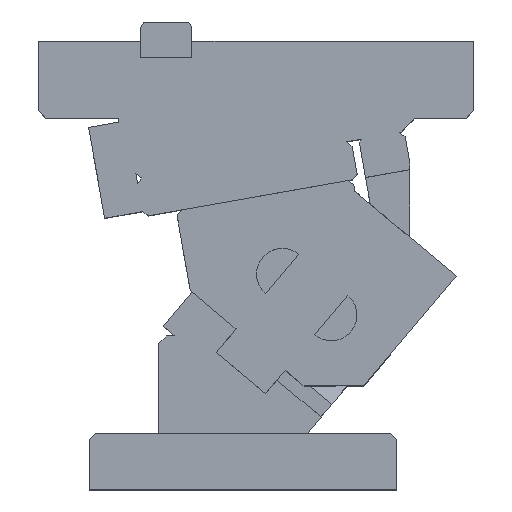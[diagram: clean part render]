
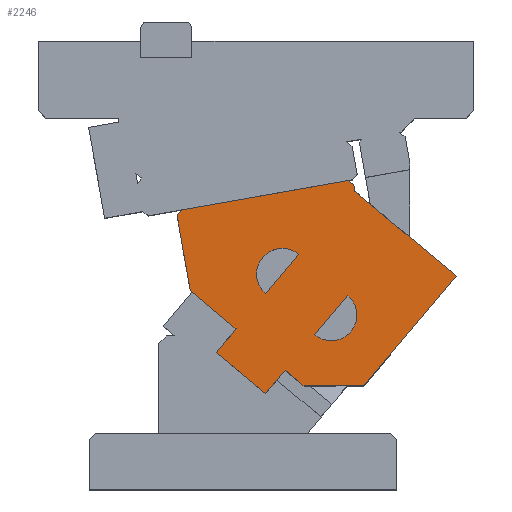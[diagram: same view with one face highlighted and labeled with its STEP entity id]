
A CAD part, top view. The second image highlights one B-rep face of the part: STEP entity #2246.
In plain terms, the highlighted planar face has unit normal (0, 0, 1).
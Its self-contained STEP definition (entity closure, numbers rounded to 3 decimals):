
#1870=CARTESIAN_POINT('Vertex',(31.104,-57.464,0.)) ;
#1873=CARTESIAN_POINT('Axis2P3D Location',(37.532,-49.803,0.)) ;
#1877=CARTESIAN_POINT('Vertex',(45.723,-55.539,0.)) ;
#1899=CARTESIAN_POINT('Axis2P3D Location',(37.532,-49.803,0.)) ;
#1903=CARTESIAN_POINT('Vertex',(43.959,-42.143,0.)) ;
#1969=CARTESIAN_POINT('Axis2P3D Location',(18.38,-33.734,0.)) ;
#1973=CARTESIAN_POINT('Vertex',(24.808,-26.073,0.)) ;
#1975=CARTESIAN_POINT('Vertex',(10.189,-27.998,0.)) ;
#2039=CARTESIAN_POINT('Axis2P3D Location',(18.38,-33.734,0.)) ;
#2043=CARTESIAN_POINT('Vertex',(11.953,-41.394,0.)) ;
#2072=CARTESIAN_POINT('Line Origine',(18.38,-33.734,0.)) ;
#2112=CARTESIAN_POINT('Line Origine',(37.532,-49.803,0.)) ;
#2125=CARTESIAN_POINT('Axis2P3D Location',(-22.952,-9.124,0.)) ;
#2130=CARTESIAN_POINT('Line Origine',(38.574,-77.439,0.)) ;
#2134=CARTESIAN_POINT('Vertex',(50.242,-77.439,0.)) ;
#2136=CARTESIAN_POINT('Vertex',(26.906,-77.439,0.)) ;
#2139=CARTESIAN_POINT('Line Origine',(68.24,-55.989,0.)) ;
#2143=CARTESIAN_POINT('Vertex',(86.238,-34.54,0.)) ;
#2146=CARTESIAN_POINT('Line Origine',(66.504,-17.981,0.)) ;
#2150=CARTESIAN_POINT('Vertex',(46.769,-1.422,0.)) ;
#2153=CARTESIAN_POINT('Line Origine',(46.55,-0.18,0.)) ;
#2157=CARTESIAN_POINT('Vertex',(46.331,1.061,0.)) ;
#2160=CARTESIAN_POINT('Line Origine',(45.173,1.873,0.)) ;
#2164=CARTESIAN_POINT('Vertex',(44.015,2.684,0.)) ;
#2167=CARTESIAN_POINT('Line Origine',(11.516,-3.047,0.)) ;
#2171=CARTESIAN_POINT('Vertex',(-20.983,-8.777,0.)) ;
#2174=CARTESIAN_POINT('Line Origine',(-21.794,-9.935,0.)) ;
#2178=CARTESIAN_POINT('Vertex',(-22.605,-11.094,0.)) ;
#2181=CARTESIAN_POINT('Line Origine',(-20.039,-25.647,0.)) ;
#2185=CARTESIAN_POINT('Vertex',(-17.473,-40.201,0.)) ;
#2188=CARTESIAN_POINT('Line Origine',(-8.545,-47.692,0.)) ;
#2192=CARTESIAN_POINT('Vertex',(0.382,-55.183,0.)) ;
#2195=CARTESIAN_POINT('Line Origine',(-3.474,-59.779,0.)) ;
#2199=CARTESIAN_POINT('Vertex',(-7.331,-64.375,0.)) ;
#2202=CARTESIAN_POINT('Line Origine',(2.244,-72.41,0.)) ;
#2206=CARTESIAN_POINT('Vertex',(11.82,-80.445,0.)) ;
#2209=CARTESIAN_POINT('Line Origine',(15.677,-75.849,0.)) ;
#2213=CARTESIAN_POINT('Vertex',(19.533,-71.253,0.)) ;
#2216=CARTESIAN_POINT('Line Origine',(23.22,-74.346,0.)) ;
#1874=DIRECTION('Axis2P3D Direction',(0.,0.,-1.)) ;
#1900=DIRECTION('Axis2P3D Direction',(0.,0.,-1.)) ;
#1970=DIRECTION('Axis2P3D Direction',(0.,0.,-1.)) ;
#2040=DIRECTION('Axis2P3D Direction',(0.,0.,-1.)) ;
#2073=DIRECTION('Vector Direction',(-0.643,-0.766,0.)) ;
#2113=DIRECTION('Vector Direction',(0.643,0.766,0.)) ;
#2126=DIRECTION('Axis2P3D Direction',(0.,0.,-1.)) ;
#2127=DIRECTION('Axis2P3D XDirection',(-0.819,0.574,0.)) ;
#2131=DIRECTION('Vector Direction',(-1.,0.,0.)) ;
#2140=DIRECTION('Vector Direction',(-0.643,-0.766,0.)) ;
#2147=DIRECTION('Vector Direction',(0.766,-0.643,0.)) ;
#2154=DIRECTION('Vector Direction',(-0.174,0.985,0.)) ;
#2161=DIRECTION('Vector Direction',(-0.819,0.574,0.)) ;
#2168=DIRECTION('Vector Direction',(0.985,0.174,0.)) ;
#2175=DIRECTION('Vector Direction',(-0.574,-0.819,0.)) ;
#2182=DIRECTION('Vector Direction',(0.174,-0.985,0.)) ;
#2189=DIRECTION('Vector Direction',(0.766,-0.643,0.)) ;
#2196=DIRECTION('Vector Direction',(-0.643,-0.766,0.)) ;
#2203=DIRECTION('Vector Direction',(0.766,-0.643,0.)) ;
#2210=DIRECTION('Vector Direction',(0.643,0.766,0.)) ;
#2217=DIRECTION('Vector Direction',(0.766,-0.643,0.)) ;
#1875=AXIS2_PLACEMENT_3D('Circle Axis2P3D',#1873,#1874,$) ;
#1901=AXIS2_PLACEMENT_3D('Circle Axis2P3D',#1899,#1900,$) ;
#1971=AXIS2_PLACEMENT_3D('Circle Axis2P3D',#1969,#1970,$) ;
#2041=AXIS2_PLACEMENT_3D('Circle Axis2P3D',#2039,#2040,$) ;
#2128=AXIS2_PLACEMENT_3D('Plane Axis2P3D',#2125,#2126,#2127) ;
#2222=ORIENTED_EDGE('',*,*,#2138,.F.) ;
#2223=ORIENTED_EDGE('',*,*,#2145,.F.) ;
#2224=ORIENTED_EDGE('',*,*,#2152,.F.) ;
#2225=ORIENTED_EDGE('',*,*,#2159,.T.) ;
#2226=ORIENTED_EDGE('',*,*,#2166,.T.) ;
#2227=ORIENTED_EDGE('',*,*,#2173,.F.) ;
#2228=ORIENTED_EDGE('',*,*,#2180,.T.) ;
#2229=ORIENTED_EDGE('',*,*,#2187,.T.) ;
#2230=ORIENTED_EDGE('',*,*,#2194,.T.) ;
#2231=ORIENTED_EDGE('',*,*,#2201,.T.) ;
#2232=ORIENTED_EDGE('',*,*,#2208,.T.) ;
#2233=ORIENTED_EDGE('',*,*,#2215,.T.) ;
#2234=ORIENTED_EDGE('',*,*,#2220,.T.) ;
#2237=ORIENTED_EDGE('',*,*,#1879,.F.) ;
#2238=ORIENTED_EDGE('',*,*,#2116,.T.) ;
#2239=ORIENTED_EDGE('',*,*,#1905,.F.) ;
#2242=ORIENTED_EDGE('',*,*,#2045,.F.) ;
#2243=ORIENTED_EDGE('',*,*,#1977,.F.) ;
#2244=ORIENTED_EDGE('',*,*,#2076,.T.) ;
#2240=FACE_BOUND('',#2236,.T.) ;
#2245=FACE_BOUND('',#2241,.T.) ;
#2074=VECTOR('Line Direction',#2073,1.) ;
#2114=VECTOR('Line Direction',#2113,1.) ;
#2132=VECTOR('Line Direction',#2131,1.) ;
#2141=VECTOR('Line Direction',#2140,1.) ;
#2148=VECTOR('Line Direction',#2147,1.) ;
#2155=VECTOR('Line Direction',#2154,1.) ;
#2162=VECTOR('Line Direction',#2161,1.) ;
#2169=VECTOR('Line Direction',#2168,1.) ;
#2176=VECTOR('Line Direction',#2175,1.) ;
#2183=VECTOR('Line Direction',#2182,1.) ;
#2190=VECTOR('Line Direction',#2189,1.) ;
#2197=VECTOR('Line Direction',#2196,1.) ;
#2204=VECTOR('Line Direction',#2203,1.) ;
#2211=VECTOR('Line Direction',#2210,1.) ;
#2218=VECTOR('Line Direction',#2217,1.) ;
#2246=ADVANCED_FACE('CAM SLIDER',(#2235,#2240,#2245),#2129,.F.) ;
#1876=CIRCLE('generated circle',#1875,10.) ;
#1902=CIRCLE('generated circle',#1901,10.) ;
#1972=CIRCLE('generated circle',#1971,10.) ;
#2042=CIRCLE('generated circle',#2041,10.) ;
#1879=EDGE_CURVE('',#1871,#1878,#1876,.F.) ;
#1905=EDGE_CURVE('',#1878,#1904,#1902,.F.) ;
#1977=EDGE_CURVE('',#1974,#1976,#1972,.F.) ;
#2045=EDGE_CURVE('',#1976,#2044,#2042,.F.) ;
#2076=EDGE_CURVE('',#1974,#2044,#2075,.T.) ;
#2116=EDGE_CURVE('',#1871,#1904,#2115,.T.) ;
#2138=EDGE_CURVE('',#2135,#2137,#2133,.T.) ;
#2145=EDGE_CURVE('',#2144,#2135,#2142,.T.) ;
#2152=EDGE_CURVE('',#2151,#2144,#2149,.T.) ;
#2159=EDGE_CURVE('',#2151,#2158,#2156,.T.) ;
#2166=EDGE_CURVE('',#2158,#2165,#2163,.T.) ;
#2173=EDGE_CURVE('',#2172,#2165,#2170,.T.) ;
#2180=EDGE_CURVE('',#2172,#2179,#2177,.T.) ;
#2187=EDGE_CURVE('',#2179,#2186,#2184,.T.) ;
#2194=EDGE_CURVE('',#2186,#2193,#2191,.T.) ;
#2201=EDGE_CURVE('',#2193,#2200,#2198,.T.) ;
#2208=EDGE_CURVE('',#2200,#2207,#2205,.T.) ;
#2215=EDGE_CURVE('',#2207,#2214,#2212,.T.) ;
#2220=EDGE_CURVE('',#2214,#2137,#2219,.T.) ;
#2221=EDGE_LOOP('',(#2222,#2223,#2224,#2225,#2226,#2227,#2228,#2229,#2230,#2231,#2232,#2233,#2234)) ;
#2236=EDGE_LOOP('',(#2237,#2238,#2239)) ;
#2241=EDGE_LOOP('',(#2242,#2243,#2244)) ;
#2235=FACE_OUTER_BOUND('',#2221,.T.) ;
#2075=LINE('Line',#2072,#2074) ;
#2115=LINE('Line',#2112,#2114) ;
#2133=LINE('Line',#2130,#2132) ;
#2142=LINE('Line',#2139,#2141) ;
#2149=LINE('Line',#2146,#2148) ;
#2156=LINE('Line',#2153,#2155) ;
#2163=LINE('Line',#2160,#2162) ;
#2170=LINE('Line',#2167,#2169) ;
#2177=LINE('Line',#2174,#2176) ;
#2184=LINE('Line',#2181,#2183) ;
#2191=LINE('Line',#2188,#2190) ;
#2198=LINE('Line',#2195,#2197) ;
#2205=LINE('Line',#2202,#2204) ;
#2212=LINE('Line',#2209,#2211) ;
#2219=LINE('Line',#2216,#2218) ;
#2129=PLANE('Plane',#2128) ;
#1871=VERTEX_POINT('',#1870) ;
#1878=VERTEX_POINT('',#1877) ;
#1904=VERTEX_POINT('',#1903) ;
#1974=VERTEX_POINT('',#1973) ;
#1976=VERTEX_POINT('',#1975) ;
#2044=VERTEX_POINT('',#2043) ;
#2135=VERTEX_POINT('',#2134) ;
#2137=VERTEX_POINT('',#2136) ;
#2144=VERTEX_POINT('',#2143) ;
#2151=VERTEX_POINT('',#2150) ;
#2158=VERTEX_POINT('',#2157) ;
#2165=VERTEX_POINT('',#2164) ;
#2172=VERTEX_POINT('',#2171) ;
#2179=VERTEX_POINT('',#2178) ;
#2186=VERTEX_POINT('',#2185) ;
#2193=VERTEX_POINT('',#2192) ;
#2200=VERTEX_POINT('',#2199) ;
#2207=VERTEX_POINT('',#2206) ;
#2214=VERTEX_POINT('',#2213) ;
